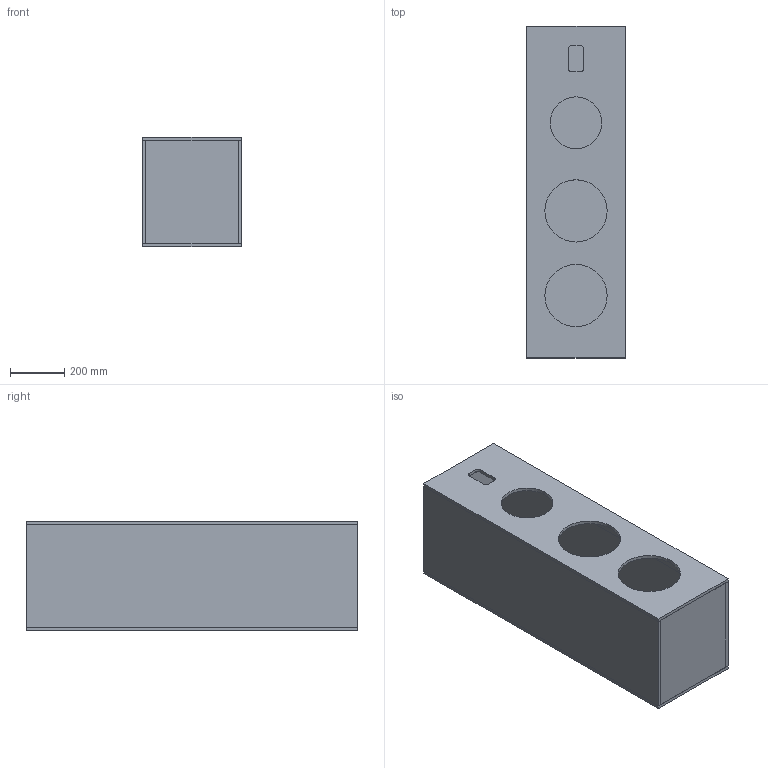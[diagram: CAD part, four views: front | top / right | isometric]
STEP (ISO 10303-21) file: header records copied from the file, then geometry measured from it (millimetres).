
FILE_DESCRIPTION(/* description */ ('','CAx-IF Rec.Pracs.---Representation and Presentation of Product Manufacturing Information (PMI)---4.0---2014-10-13'),/* implementation_level */ '2;1');
FILE_NAME(/* name */ 'Cabinate_Assm.stp',/* time_stamp */ '2021-11-26T12:39:13-06:00',/* author */ ('wbrooks'),/* organization */ (''),/* preprocessor_version */ 'ST-DEVELOPER v18.1',/* originating_system */ 'Autodesk Inventor 2021',/* authorisation */ '');
FILE_SCHEMA (('AP242_MANAGED_MODEL_BASED_3D_ENGINEERING_MIM_LF { 1 0 10303 442 1 1 4 }'));
Length unit declared in the file: inch
Products named in the file (6): Cabinate_Assm; Front; LR_Sides; TB_Sides; Back; Int_Uprights
Assembly tree (10 placements, depth 2):
  Cabinate_Assm
    Front
    LR_Sides  x2
    TB_Sides  x2
    Back
    Int_Uprights  x4
Bounding box: 361.95 x 1219.2 x 403.23 mm (x, y, z)
Volume: 30138594.4 mm3; surface area: 4850275.1 mm2
Topology: 10 solids, 10 shells, 71 faces, 153 edges, 102 vertices
Faces by surface type: plane 64, cylinder 7
Full cylindrical faces by diameter (mm): 190.5 x1, 228.6 x2
Entity records: 2074 total; most frequent: DIRECTION 367, CARTESIAN_POINT 361, ORIENTED_EDGE 186, AXIS2_PLACEMENT_3D 144, EDGE_CURVE 93, LINE 79, VECTOR 79, VERTEX_POINT 62
